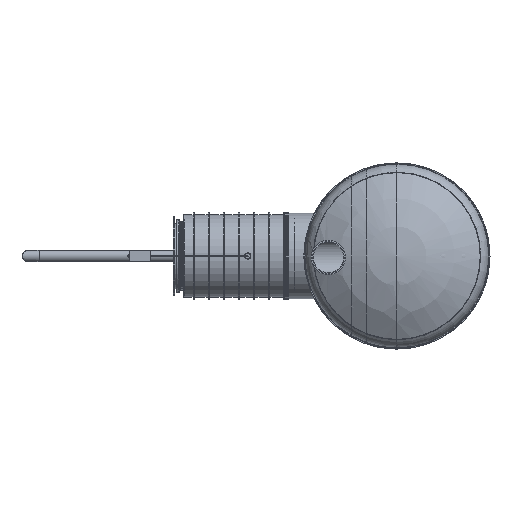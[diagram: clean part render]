
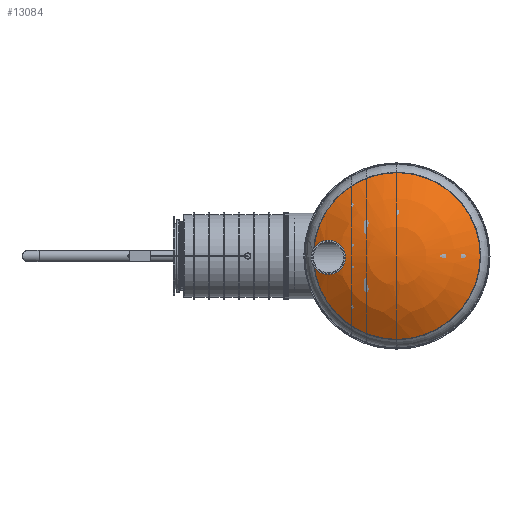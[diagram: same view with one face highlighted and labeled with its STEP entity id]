
A CAD part, left-side view. The second image highlights one B-rep face of the part: STEP entity #13084.
In plain terms, the highlighted spherical face has radius 1446 mm.
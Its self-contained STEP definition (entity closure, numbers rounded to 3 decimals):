
#89=SPHERICAL_SURFACE('',#14767,1446.);
#2359=CIRCLE('',#14765,830.353);
#3182=ORIENTED_EDGE('',*,*,#6516,.F.);
#3183=ORIENTED_EDGE('',*,*,#6514,.F.);
#6514=EDGE_CURVE('',#8197,#8198,#2359,.T.);
#6516=EDGE_CURVE('',#8198,#8197,#9432,.T.);
#8197=VERTEX_POINT('',#21214);
#8198=VERTEX_POINT('',#21215);
#9432=B_SPLINE_CURVE_WITH_KNOTS('',3,(#21220,#21221,#21222,#21223,#21224,
#21225,#21226,#21227,#21228,#21229,#21230,#21231,#21232,#21233,#21234,#21235,
#21236,#21237,#21238,#21239,#21240,#21241,#21242,#21243,#21244,#21245,#21246,
#21247,#21248,#21249,#21250,#21251,#21252,#21253,#21254,#21255,#21256,#21257,
#21258,#21259,#21260,#21261,#21262,#21263,#21264,#21265,#21266,#21267,#21268,
#21269,#21270,#21271,#21272,#21273,#21274,#21275,#21276,#21277,#21278,#21279,
#21280,#21281,#21282,#21283,#21284,#21285,#21286,#21287,#21288,#21289,#21290,
#21291,#21292,#21293,#21294,#21295),.UNSPECIFIED.,.F.,.F.,(4,1,1,1,1,1,
1,1,1,1,1,1,1,1,1,1,1,1,1,1,1,1,1,1,1,1,1,1,1,1,1,1,1,1,1,1,1,1,1,1,1,1,
1,1,1,1,1,1,1,1,1,1,1,1,1,1,1,1,1,1,1,1,1,1,1,1,1,1,1,1,1,1,1,4),(0.,
0.015,0.03,0.044,0.059,
0.074,0.089,0.103,0.111,
0.118,0.133,0.148,0.162,0.17,
0.177,0.192,0.207,0.222,
0.236,0.251,0.266,0.281,
0.295,0.303,0.31,0.325,
0.34,0.355,0.369,0.384,0.399,
0.414,0.428,0.443,0.458,
0.465,0.473,0.48,0.487,
0.502,0.517,0.524,0.532,
0.547,0.561,0.576,0.591,
0.606,0.613,0.62,0.635,
0.65,0.665,0.679,0.694,
0.709,0.724,0.731,0.739,
0.753,0.768,0.783,0.798,
0.812,0.827,0.842,0.857,0.864,
0.872,0.886,0.901,0.916,
0.931,0.945),.UNSPECIFIED.);
#9779=EDGE_LOOP('',(#3182,#3183));
#11295=FACE_BOUND('',#9779,.T.);
#13084=ADVANCED_FACE('',(#11295),#89,.T.);
#14765=AXIS2_PLACEMENT_3D('',#21216,#16619,#16620);
#14767=AXIS2_PLACEMENT_3D('',#21219,#16623,#16624);
#16619=DIRECTION('',(0.,0.,-1.));
#16620=DIRECTION('',(-1.,0.,0.));
#16623=DIRECTION('',(0.,0.,-1.));
#16624=DIRECTION('',(-1.,0.,0.));
#21214=CARTESIAN_POINT('',(35.718,829.585,-262.18));
#21215=CARTESIAN_POINT('',(-68.82,827.496,-262.18));
#21216=CARTESIAN_POINT('',(0.,0.,-262.18));
#21219=CARTESIAN_POINT('',(0.,0.,-1446.));
#21220=CARTESIAN_POINT('',(-68.82,827.496,-262.18));
#21221=CARTESIAN_POINT('',(-73.422,825.773,-261.243));
#21222=CARTESIAN_POINT('',(-82.337,821.945,-259.148));
#21223=CARTESIAN_POINT('',(-94.904,815.13,-255.393));
#21224=CARTESIAN_POINT('',(-106.684,807.301,-251.063));
#21225=CARTESIAN_POINT('',(-117.745,798.416,-246.142));
#21226=CARTESIAN_POINT('',(-127.735,788.805,-240.82));
#21227=CARTESIAN_POINT('',(-136.727,778.508,-235.124));
#21228=CARTESIAN_POINT('',(-143.411,769.37,-230.08));
#21229=CARTESIAN_POINT('',(-148.276,761.727,-225.869));
#21230=CARTESIAN_POINT('',(-152.757,753.972,-221.602));
#21231=CARTESIAN_POINT('',(-157.678,744.042,-216.151));
#21232=CARTESIAN_POINT('',(-162.526,731.772,-209.438));
#21233=CARTESIAN_POINT('',(-165.699,721.246,-203.7));
#21234=CARTESIAN_POINT('',(-167.708,712.655,-199.031));
#21235=CARTESIAN_POINT('',(-169.341,704.063,-194.37));
#21236=CARTESIAN_POINT('',(-170.702,693.281,-188.538));
#21237=CARTESIAN_POINT('',(-171.262,680.284,-181.535));
#21238=CARTESIAN_POINT('',(-170.75,667.237,-174.533));
#21239=CARTESIAN_POINT('',(-169.125,654.094,-167.506));
#21240=CARTESIAN_POINT('',(-166.427,641.239,-160.658));
#21241=CARTESIAN_POINT('',(-162.669,628.642,-153.972));
#21242=CARTESIAN_POINT('',(-157.84,616.317,-147.451));
#21243=CARTESIAN_POINT('',(-152.892,606.274,-142.154));
#21244=CARTESIAN_POINT('',(-148.353,598.397,-138.007));
#21245=CARTESIAN_POINT('',(-143.498,590.758,-133.989));
#21246=CARTESIAN_POINT('',(-136.82,581.608,-129.185));
#21247=CARTESIAN_POINT('',(-127.82,571.284,-123.773));
#21248=CARTESIAN_POINT('',(-117.823,561.65,-118.726));
#21249=CARTESIAN_POINT('',(-106.689,552.699,-114.034));
#21250=CARTESIAN_POINT('',(-94.838,544.828,-109.902));
#21251=CARTESIAN_POINT('',(-82.263,538.021,-106.316));
#21252=CARTESIAN_POINT('',(-68.971,532.316,-103.289));
#21253=CARTESIAN_POINT('',(-54.828,527.755,-100.839));
#21254=CARTESIAN_POINT('',(-40.454,524.578,-99.089));
#21255=CARTESIAN_POINT('',(-28.262,523.05,-98.195));
#21256=CARTESIAN_POINT('',(-18.388,522.515,-97.825));
#21257=CARTESIAN_POINT('',(-10.907,522.463,-97.724));
#21258=CARTESIAN_POINT('',(-3.404,522.77,-97.803));
#21259=CARTESIAN_POINT('',(6.466,523.645,-98.145));
#21260=CARTESIAN_POINT('',(18.632,525.595,-99.007));
#21261=CARTESIAN_POINT('',(30.541,528.666,-100.437));
#21262=CARTESIAN_POINT('',(39.943,531.813,-101.934));
#21263=CARTESIAN_POINT('',(49.082,535.359,-103.636));
#21264=CARTESIAN_POINT('',(60.042,540.519,-106.141));
#21265=CARTESIAN_POINT('',(72.466,547.82,-109.724));
#21266=CARTESIAN_POINT('',(84.202,556.256,-113.904));
#21267=CARTESIAN_POINT('',(94.868,565.502,-118.523));
#21268=CARTESIAN_POINT('',(102.949,573.868,-122.733));
#21269=CARTESIAN_POINT('',(108.928,580.938,-126.311));
#21270=CARTESIAN_POINT('',(114.603,588.283,-130.04));
#21271=CARTESIAN_POINT('',(120.984,597.783,-134.891));
#21272=CARTESIAN_POINT('',(127.528,609.616,-140.974));
#21273=CARTESIAN_POINT('',(133.,621.865,-147.314));
#21274=CARTESIAN_POINT('',(137.424,634.583,-153.944));
#21275=CARTESIAN_POINT('',(140.699,647.428,-160.687));
#21276=CARTESIAN_POINT('',(142.872,660.377,-167.532));
#21277=CARTESIAN_POINT('',(143.78,671.257,-173.326));
#21278=CARTESIAN_POINT('',(143.962,680.009,-178.01));
#21279=CARTESIAN_POINT('',(143.777,688.813,-182.74));
#21280=CARTESIAN_POINT('',(142.862,699.694,-188.619));
#21281=CARTESIAN_POINT('',(140.7,712.548,-195.613));
#21282=CARTESIAN_POINT('',(137.48,725.202,-202.549));
#21283=CARTESIAN_POINT('',(133.185,737.655,-209.425));
#21284=CARTESIAN_POINT('',(127.771,749.889,-216.231));
#21285=CARTESIAN_POINT('',(121.388,761.533,-222.758));
#21286=CARTESIAN_POINT('',(114.013,772.657,-229.04));
#21287=CARTESIAN_POINT('',(107.022,781.472,-234.057));
#21288=CARTESIAN_POINT('',(100.904,788.235,-237.928));
#21289=CARTESIAN_POINT('',(94.397,794.822,-241.713));
#21290=CARTESIAN_POINT('',(85.716,802.517,-246.163));
#21291=CARTESIAN_POINT('',(74.512,810.807,-250.999));
#21292=CARTESIAN_POINT('',(62.485,818.156,-255.326));
#21293=CARTESIAN_POINT('',(49.583,824.524,-259.116));
#21294=CARTESIAN_POINT('',(40.396,828.043,-261.241));
#21295=CARTESIAN_POINT('',(35.718,829.585,-262.18));
